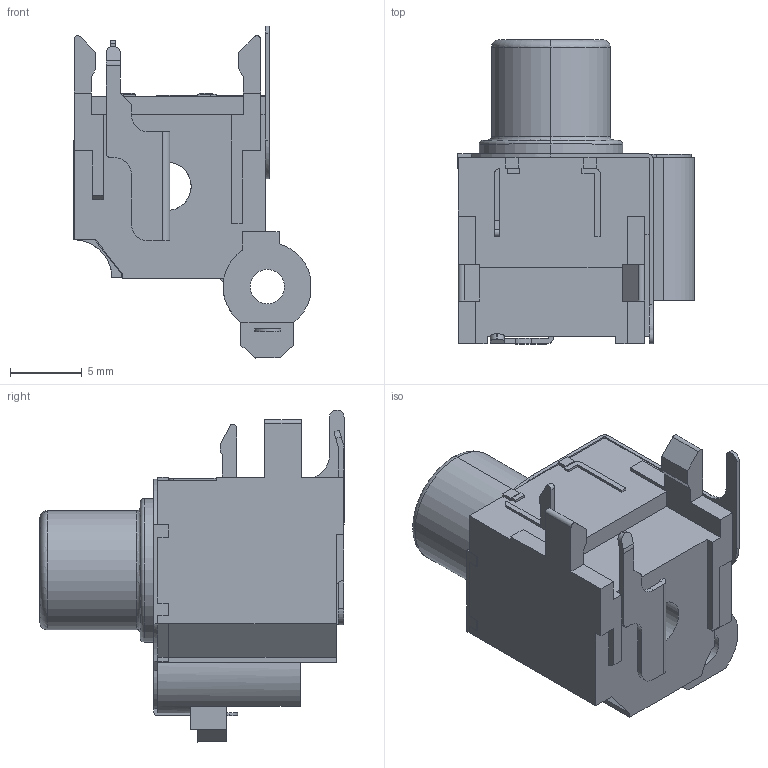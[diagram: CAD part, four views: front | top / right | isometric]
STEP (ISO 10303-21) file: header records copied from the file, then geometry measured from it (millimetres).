
FILE_DESCRIPTION (( 'STEP AP214' ), '1' );
FILE_NAME ('pjras1x1s_series.STEP', '2014-07-02T16:29:49', ( '' ), ( '' ), 'SwSTEP 2.0', 'SolidWorks 2014', '' );
FILE_SCHEMA (( 'AUTOMOTIVE_DESIGN' ));
Length unit declared in the file: inch
Products named in the file (1): pjras1x1s_series
Bounding box: 16.49 x 21.2 x 23.15 mm (x, y, z)
Volume: 2530.6 mm3; surface area: 1904 mm2
Topology: 1 solids, 1 shells, 204 faces, 567 edges, 369 vertices
Faces by surface type: plane 151, cylinder 45, torus 6, cone 2
Entity records: 6584 total; most frequent: CARTESIAN_POINT 1209, ORIENTED_EDGE 1134, DIRECTION 1086, EDGE_CURVE 567, VECTOR 450, LINE 450, VERTEX_POINT 369, AXIS2_PLACEMENT_3D 318
